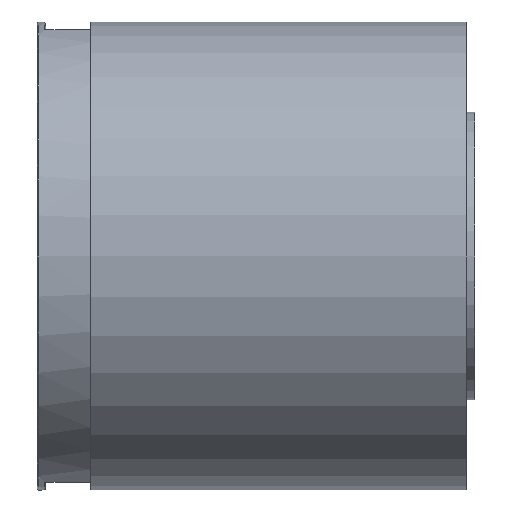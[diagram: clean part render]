
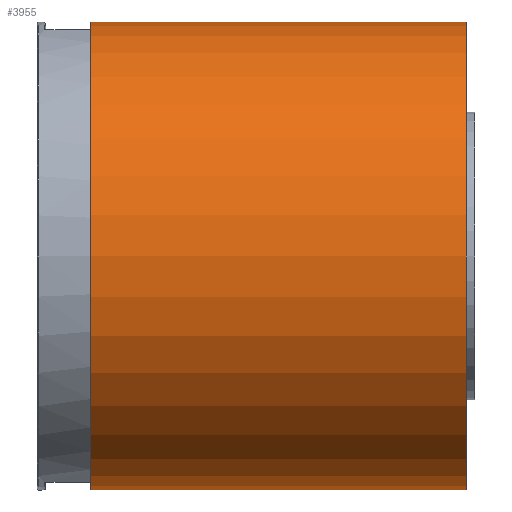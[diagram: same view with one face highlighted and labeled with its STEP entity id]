
A CAD part, left-side view. The second image highlights one B-rep face of the part: STEP entity #3955.
In plain terms, the highlighted cylindrical face has radius 28.5 mm (diameter 57 mm), a partial arc.
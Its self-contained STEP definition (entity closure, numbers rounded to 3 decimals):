
#10 = LINE ( 'NONE', #4254, #5409 ) ;
#131 = AXIS2_PLACEMENT_3D ( 'NONE', #6302, #4570, #280 ) ;
#209 = EDGE_CURVE ( 'NONE', #438, #7223, #4333, .T. ) ;
#280 = DIRECTION ( 'NONE',  ( 0., 0., -1. ) ) ;
#438 = VERTEX_POINT ( 'NONE', #6770 ) ;
#1510 = CIRCLE ( 'NONE', #7888, 28.5 ) ;
#1661 = VERTEX_POINT ( 'NONE', #2593 ) ;
#1772 = ORIENTED_EDGE ( 'NONE', *, *, #209, .F. ) ;
#1927 = AXIS2_PLACEMENT_3D ( 'NONE', #7158, #5810, #4302 ) ;
#2446 = EDGE_CURVE ( 'NONE', #5443, #438, #3344, .T. ) ;
#2503 = DIRECTION ( 'NONE',  ( 0., -1., 0. ) ) ;
#2593 = CARTESIAN_POINT ( 'NONE',  ( 0., 46.75, -28.5 ) ) ;
#2696 = ORIENTED_EDGE ( 'NONE', *, *, #2446, .F. ) ;
#2884 = EDGE_CURVE ( 'NONE', #1661, #7223, #10, .T. ) ;
#3344 = LINE ( 'NONE', #8491, #6343 ) ;
#3424 = CYLINDRICAL_SURFACE ( 'NONE', #131, 28.5 ) ;
#3955 = ADVANCED_FACE ( 'NONE', ( #7062 ), #3424, .T. ) ;
#4254 = CARTESIAN_POINT ( 'NONE',  ( 0., 0., -28.5 ) ) ;
#4302 = DIRECTION ( 'NONE',  ( 0., 0., -1. ) ) ;
#4333 = CIRCLE ( 'NONE', #1927, 28.5 ) ;
#4410 = EDGE_CURVE ( 'NONE', #5443, #1661, #1510, .T. ) ;
#4570 = DIRECTION ( 'NONE',  ( 0., -1., 0. ) ) ;
#5409 = VECTOR ( 'NONE', #8664, 1000. ) ;
#5443 = VERTEX_POINT ( 'NONE', #8626 ) ;
#5572 = ORIENTED_EDGE ( 'NONE', *, *, #4410, .T. ) ;
#5810 = DIRECTION ( 'NONE',  ( 0., -1., 0. ) ) ;
#6302 = CARTESIAN_POINT ( 'NONE',  ( 0., 0., 0. ) ) ;
#6343 = VECTOR ( 'NONE', #7741, 1000. ) ;
#6770 = CARTESIAN_POINT ( 'NONE',  ( 0., 1., 28.5 ) ) ;
#7062 = FACE_OUTER_BOUND ( 'NONE', #8531, .T. ) ;
#7158 = CARTESIAN_POINT ( 'NONE',  ( 0., 1., 0. ) ) ;
#7223 = VERTEX_POINT ( 'NONE', #8419 ) ;
#7634 = DIRECTION ( 'NONE',  ( 0., 0., -1. ) ) ;
#7741 = DIRECTION ( 'NONE',  ( 0., -1., 0. ) ) ;
#7888 = AXIS2_PLACEMENT_3D ( 'NONE', #8990, #2503, #7634 ) ;
#8419 = CARTESIAN_POINT ( 'NONE',  ( 0., 1., -28.5 ) ) ;
#8458 = ORIENTED_EDGE ( 'NONE', *, *, #2884, .T. ) ;
#8491 = CARTESIAN_POINT ( 'NONE',  ( 0., 0., 28.5 ) ) ;
#8531 = EDGE_LOOP ( 'NONE', ( #2696, #5572, #8458, #1772 ) ) ;
#8626 = CARTESIAN_POINT ( 'NONE',  ( 0., 46.75, 28.5 ) ) ;
#8664 = DIRECTION ( 'NONE',  ( 0., -1., 0. ) ) ;
#8990 = CARTESIAN_POINT ( 'NONE',  ( 0., 46.75, 0. ) ) ;
